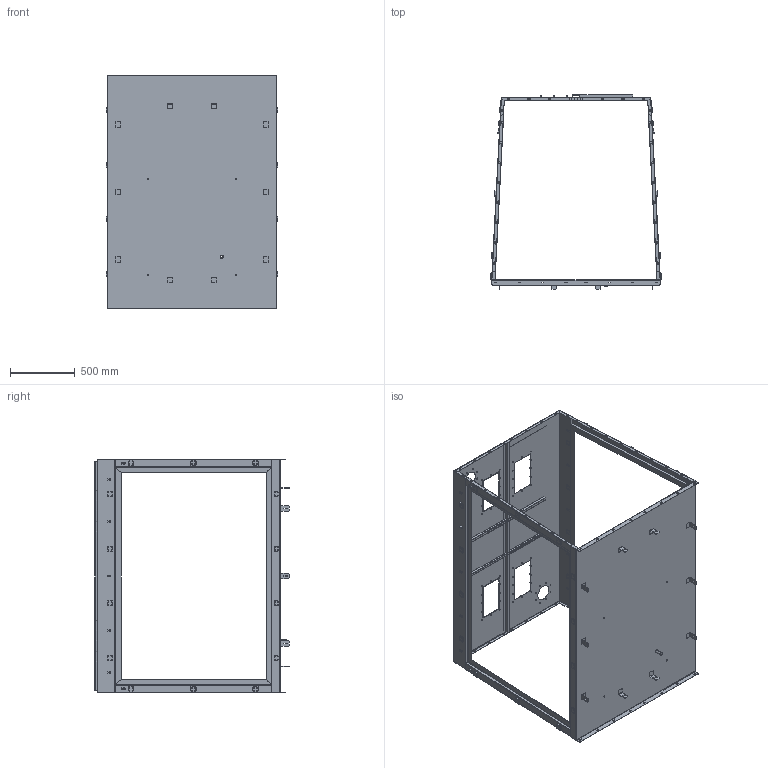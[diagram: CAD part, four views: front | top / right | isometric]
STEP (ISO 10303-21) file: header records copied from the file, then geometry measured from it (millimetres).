
FILE_DESCRIPTION (( 'STEP AP203' ), '1' );
FILE_NAME ('MCFZY1229-B2-01-01-001A-A 奻儂欶褲.STEP', '2023-04-24T03:48:33', ( '' ), ( '' ), 'SwSTEP 2.0', 'SolidWorks 2017', '' );
FILE_SCHEMA (( 'CONFIG_CONTROL_DESIGN' ));
Length unit declared in the file: millimetre
Products named in the file (10): MCFZY1229-B2-01A007-A 奻儂欶褲B; 腑欶盓殤爾輸A; MCFZY1229-B2-01A031 菁窒爾諉輸C; 镜向镜向MCFZY1229-B2-01A008 上机罩壳C; MCFZY1229-B2-01A030 菁窒爾諉輸B; 噩砃MCFZY1229-B2-01A008 奻儂欶褲C; 辦厒標ヵ爾輸; MCFZY1229-B2-01A006-B 奻儂欶褲A; MCFZY1229-B2-01A008 奻儂欶褲C; MCFZY1229-B2-01-01-001A-A 奻儂欶褲
Assembly tree (58 placements, depth 2):
  MCFZY1229-B2-01-01-001A-A 奻儂欶褲
    MCFZY1229-B2-01A006-B 奻儂欶褲A
    MCFZY1229-B2-01A007-A 奻儂欶褲B
    MCFZY1229-B2-01A008 奻儂欶褲C
    噩砃MCFZY1229-B2-01A008 奻儂欶褲C  x2
    镜向镜向MCFZY1229-B2-01A008 上机罩壳C
    MCFZY1229-B2-01A030 菁窒爾諉輸B  x6
    MCFZY1229-B2-01A031 菁窒爾諉輸C  x4
    辦厒標ヵ爾輸  x28
    腑欶盓殤爾輸A  x14
Bounding box: 1319.99 x 1497.22 x 1800 mm (x, y, z)
Volume: 10580785.6 mm3; surface area: 13602876.4 mm2
Topology: 65 solids, 65 shells, 1951 faces, 4880 edges, 3108 vertices
Faces by surface type: plane 1179, cylinder 764, bspline 8
Entity records: 33919 total; most frequent: CARTESIAN_POINT 5800, DIRECTION 5587, ORIENTED_EDGE 5110, EDGE_CURVE 2555, AXIS2_PLACEMENT_3D 1965, LINE 1657, VECTOR 1657, VERTEX_POINT 1586
